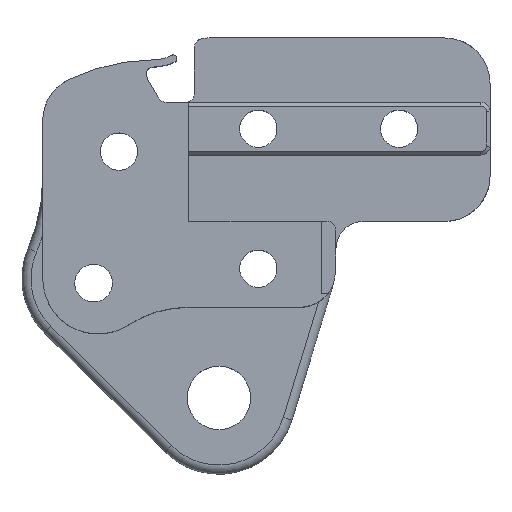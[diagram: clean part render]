
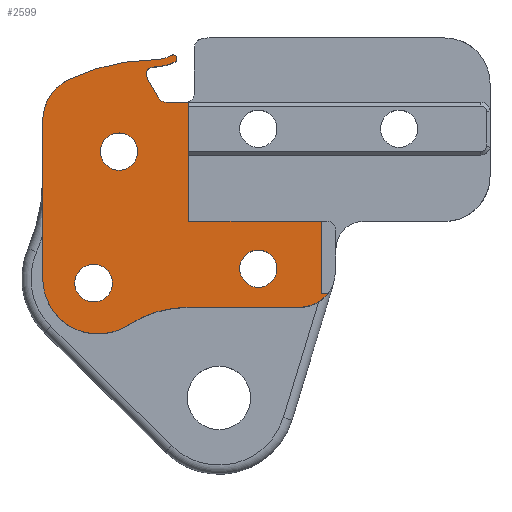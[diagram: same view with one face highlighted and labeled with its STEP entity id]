
A CAD part, top view. The second image highlights one B-rep face of the part: STEP entity #2599.
In plain terms, the highlighted planar face has unit normal (0, 0, 1).
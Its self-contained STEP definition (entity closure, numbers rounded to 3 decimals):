
#84=FACE_BOUND('',#477,.T.);
#85=FACE_BOUND('',#478,.T.);
#86=FACE_BOUND('',#479,.T.);
#174=PLANE('',#2887);
#316=FACE_OUTER_BOUND('',#476,.T.);
#476=EDGE_LOOP('',(#2336,#2337,#2338,#2339,#2340,#2341,#2342,#2343,#2344,
#2345,#2346,#2347,#2348,#2349,#2350,#2351,#2352,#2353));
#477=EDGE_LOOP('',(#2354));
#478=EDGE_LOOP('',(#2355));
#479=EDGE_LOOP('',(#2356));
#682=LINE('',#4590,#909);
#696=LINE('',#4622,#923);
#699=LINE('',#4633,#926);
#702=LINE('',#4638,#929);
#705=LINE('',#4650,#932);
#706=LINE('',#4654,#933);
#707=LINE('',#4656,#934);
#708=LINE('',#4657,#935);
#909=VECTOR('',#3573,10.);
#923=VECTOR('',#3613,10.);
#926=VECTOR('',#3626,10.);
#929=VECTOR('',#3631,10.);
#932=VECTOR('',#3644,10.);
#933=VECTOR('',#3647,10.);
#934=VECTOR('',#3648,10.);
#935=VECTOR('',#3649,10.);
#1019=CIRCLE('',#2759,2.075);
#1021=CIRCLE('',#2766,2.05);
#1022=CIRCLE('',#2768,2.05);
#1070=CIRCLE('',#2866,5.);
#1071=CIRCLE('',#2876,0.8);
#1072=CIRCLE('',#2879,1.);
#1073=CIRCLE('',#2882,5.2);
#1074=CIRCLE('',#2884,0.4);
#1075=CIRCLE('',#2888,4.4);
#1076=CIRCLE('',#2889,22.2);
#1077=CIRCLE('',#2890,6.102);
#1078=CIRCLE('',#2891,12.);
#1079=CIRCLE('',#2892,4.);
#1231=VERTEX_POINT('',#4151);
#1232=VERTEX_POINT('',#4160);
#1233=VERTEX_POINT('',#4164);
#1287=VERTEX_POINT('',#4580);
#1288=VERTEX_POINT('',#4582);
#1290=VERTEX_POINT('',#4588);
#1292=VERTEX_POINT('',#4608);
#1293=VERTEX_POINT('',#4610);
#1294=VERTEX_POINT('',#4616);
#1295=VERTEX_POINT('',#4618);
#1296=VERTEX_POINT('',#4624);
#1297=VERTEX_POINT('',#4628);
#1298=VERTEX_POINT('',#4632);
#1299=VERTEX_POINT('',#4637);
#1300=VERTEX_POINT('',#4642);
#1301=VERTEX_POINT('',#4645);
#1302=VERTEX_POINT('',#4647);
#1303=VERTEX_POINT('',#4649);
#1304=VERTEX_POINT('',#4651);
#1305=VERTEX_POINT('',#4653);
#1306=VERTEX_POINT('',#4655);
#1518=EDGE_CURVE('',#1231,#1231,#1019,.T.);
#1520=EDGE_CURVE('',#1232,#1232,#1021,.T.);
#1522=EDGE_CURVE('',#1233,#1233,#1022,.T.);
#1630=EDGE_CURVE('',#1288,#1287,#1070,.T.);
#1634=EDGE_CURVE('',#1287,#1290,#682,.T.);
#1644=EDGE_CURVE('',#1292,#1293,#1071,.T.);
#1648=EDGE_CURVE('',#1294,#1295,#1072,.T.);
#1650=EDGE_CURVE('',#1294,#1293,#696,.T.);
#1652=EDGE_CURVE('',#1292,#1296,#1073,.T.);
#1654=EDGE_CURVE('',#1296,#1297,#1074,.T.);
#1655=EDGE_CURVE('',#1298,#1295,#699,.T.);
#1658=EDGE_CURVE('',#1299,#1298,#702,.T.);
#1661=EDGE_CURVE('',#1297,#1300,#1075,.T.);
#1662=EDGE_CURVE('',#1300,#1288,#1076,.T.);
#1663=EDGE_CURVE('',#1290,#1301,#1077,.T.);
#1664=EDGE_CURVE('',#1301,#1302,#1078,.T.);
#1665=EDGE_CURVE('',#1302,#1303,#705,.T.);
#1666=EDGE_CURVE('',#1303,#1304,#1079,.T.);
#1667=EDGE_CURVE('',#1304,#1305,#706,.T.);
#1668=EDGE_CURVE('',#1305,#1306,#707,.T.);
#1669=EDGE_CURVE('',#1306,#1299,#708,.T.);
#2336=ORIENTED_EDGE('',*,*,#1654,.T.);
#2337=ORIENTED_EDGE('',*,*,#1661,.T.);
#2338=ORIENTED_EDGE('',*,*,#1662,.T.);
#2339=ORIENTED_EDGE('',*,*,#1630,.T.);
#2340=ORIENTED_EDGE('',*,*,#1634,.T.);
#2341=ORIENTED_EDGE('',*,*,#1663,.T.);
#2342=ORIENTED_EDGE('',*,*,#1664,.T.);
#2343=ORIENTED_EDGE('',*,*,#1665,.T.);
#2344=ORIENTED_EDGE('',*,*,#1666,.T.);
#2345=ORIENTED_EDGE('',*,*,#1667,.T.);
#2346=ORIENTED_EDGE('',*,*,#1668,.T.);
#2347=ORIENTED_EDGE('',*,*,#1669,.T.);
#2348=ORIENTED_EDGE('',*,*,#1658,.T.);
#2349=ORIENTED_EDGE('',*,*,#1655,.T.);
#2350=ORIENTED_EDGE('',*,*,#1648,.F.);
#2351=ORIENTED_EDGE('',*,*,#1650,.T.);
#2352=ORIENTED_EDGE('',*,*,#1644,.F.);
#2353=ORIENTED_EDGE('',*,*,#1652,.T.);
#2354=ORIENTED_EDGE('',*,*,#1518,.T.);
#2355=ORIENTED_EDGE('',*,*,#1520,.T.);
#2356=ORIENTED_EDGE('',*,*,#1522,.T.);
#2599=ADVANCED_FACE('',(#316,#84,#85,#86),#174,.T.);
#2759=AXIS2_PLACEMENT_3D('',#4153,#3305,#3306);
#2766=AXIS2_PLACEMENT_3D('',#4161,#3319,#3320);
#2768=AXIS2_PLACEMENT_3D('',#4165,#3324,#3325);
#2866=AXIS2_PLACEMENT_3D('',#4583,#3566,#3567);
#2876=AXIS2_PLACEMENT_3D('',#4611,#3599,#3600);
#2879=AXIS2_PLACEMENT_3D('',#4619,#3608,#3609);
#2882=AXIS2_PLACEMENT_3D('',#4626,#3617,#3618);
#2884=AXIS2_PLACEMENT_3D('',#4630,#3622,#3623);
#2887=AXIS2_PLACEMENT_3D('',#4641,#3634,#3635);
#2888=AXIS2_PLACEMENT_3D('',#4643,#3636,#3637);
#2889=AXIS2_PLACEMENT_3D('',#4644,#3638,#3639);
#2890=AXIS2_PLACEMENT_3D('',#4646,#3640,#3641);
#2891=AXIS2_PLACEMENT_3D('',#4648,#3642,#3643);
#2892=AXIS2_PLACEMENT_3D('',#4652,#3645,#3646);
#3305=DIRECTION('center_axis',(0.,0.,-1.));
#3306=DIRECTION('ref_axis',(1.,0.,0.));
#3319=DIRECTION('center_axis',(0.,0.,-1.));
#3320=DIRECTION('ref_axis',(1.,0.,0.));
#3324=DIRECTION('center_axis',(0.,0.,-1.));
#3325=DIRECTION('ref_axis',(1.,0.,0.));
#3566=DIRECTION('center_axis',(0.,0.,1.));
#3567=DIRECTION('ref_axis',(-0.846,0.533,0.));
#3573=DIRECTION('',(0.,-1.,0.));
#3599=DIRECTION('center_axis',(0.,0.,1.));
#3600=DIRECTION('ref_axis',(-0.002,1.,0.));
#3608=DIRECTION('center_axis',(0.,0.,1.));
#3609=DIRECTION('ref_axis',(-0.5,-0.866,0.));
#3613=DIRECTION('',(-0.5,0.866,0.));
#3617=DIRECTION('center_axis',(0.,0.,1.));
#3618=DIRECTION('ref_axis',(0.459,-0.889,0.));
#3622=DIRECTION('center_axis',(0.,0.,1.));
#3623=DIRECTION('ref_axis',(-0.459,0.889,0.));
#3626=DIRECTION('',(-1.,0.,0.));
#3631=DIRECTION('',(0.,1.,0.));
#3634=DIRECTION('center_axis',(0.,0.,1.));
#3635=DIRECTION('ref_axis',(1.,0.,0.));
#3636=DIRECTION('center_axis',(0.,0.,-1.));
#3637=DIRECTION('ref_axis',(0.01,-1.,0.));
#3638=DIRECTION('center_axis',(0.,0.,1.));
#3639=DIRECTION('ref_axis',(-0.01,1.,0.));
#3640=DIRECTION('center_axis',(0.,0.,1.));
#3641=DIRECTION('ref_axis',(-1.,0.,0.));
#3642=DIRECTION('center_axis',(0.,0.,-1.));
#3643=DIRECTION('ref_axis',(-0.285,0.959,0.));
#3644=DIRECTION('',(1.,0.,0.));
#3645=DIRECTION('center_axis',(0.,0.,1.));
#3646=DIRECTION('ref_axis',(0.595,-0.804,0.));
#3647=DIRECTION('',(-1.,0.,0.));
#3648=DIRECTION('',(0.,1.,0.));
#3649=DIRECTION('',(-1.,0.,0.));
#4151=CARTESIAN_POINT('',(-13.748,-17.,0.));
#4153=CARTESIAN_POINT('Origin',(-11.673,-17.,0.));
#4160=CARTESIAN_POINT('',(-10.925,-2.525,0.));
#4161=CARTESIAN_POINT('Origin',(-8.875,-2.525,0.));
#4164=CARTESIAN_POINT('',(4.4,-15.412,0.));
#4165=CARTESIAN_POINT('Origin',(6.45,-15.412,0.));
#4580=CARTESIAN_POINT('',(-17.275,0.883,0.));
#4582=CARTESIAN_POINT('',(-14.437,5.391,0.));
#4583=CARTESIAN_POINT('Origin',(-12.275,0.883,0.));
#4588=CARTESIAN_POINT('',(-17.275,-16.5,0.));
#4590=CARTESIAN_POINT('',(-17.275,-5.125,0.));
#4608=CARTESIAN_POINT('',(-5.102,6.774,0.));
#4610=CARTESIAN_POINT('',(-5.793,5.574,0.));
#4611=CARTESIAN_POINT('Origin',(-5.1,5.974,0.));
#4616=CARTESIAN_POINT('',(-4.538,3.4,0.));
#4618=CARTESIAN_POINT('',(-3.672,2.9,0.));
#4619=CARTESIAN_POINT('Origin',(-3.672,3.9,0.));
#4622=CARTESIAN_POINT('',(-1.678,-1.554,0.));
#4624=CARTESIAN_POINT('',(-2.717,7.353,0.));
#4626=CARTESIAN_POINT('Origin',(-5.102,11.974,0.));
#4628=CARTESIAN_POINT('',(-3.083,8.064,0.));
#4630=CARTESIAN_POINT('Origin',(-2.9,7.708,0.));
#4632=CARTESIAN_POINT('',(-1.2,2.9,0.));
#4633=CARTESIAN_POINT('',(-4.137,2.9,0.));
#4637=CARTESIAN_POINT('',(-1.2,-10.2,0.));
#4638=CARTESIAN_POINT('',(-1.2,-2.35,0.));
#4641=CARTESIAN_POINT('Origin',(-4.025,-14.013,0.));
#4642=CARTESIAN_POINT('',(-5.058,7.574,0.));
#4643=CARTESIAN_POINT('Origin',(-5.102,11.974,0.));
#4644=CARTESIAN_POINT('Origin',(-4.836,-14.625,0.));
#4645=CARTESIAN_POINT('',(-7.839,-21.61,0.));
#4646=CARTESIAN_POINT('Origin',(-11.173,-16.5,0.));
#4647=CARTESIAN_POINT('',(-1.282,-19.66,0.));
#4648=CARTESIAN_POINT('Origin',(-1.282,-31.66,0.));
#4649=CARTESIAN_POINT('',(10.974,-19.66,0.));
#4650=CARTESIAN_POINT('',(4.956,-19.66,0.));
#4651=CARTESIAN_POINT('',(14.064,-18.2,0.));
#4652=CARTESIAN_POINT('Origin',(10.974,-15.66,0.));
#4653=CARTESIAN_POINT('',(13.4,-18.2,0.));
#4654=CARTESIAN_POINT('',(4.687,-18.2,0.));
#4655=CARTESIAN_POINT('',(13.4,-10.2,0.));
#4656=CARTESIAN_POINT('',(13.4,-12.107,0.));
#4657=CARTESIAN_POINT('',(-2.612,-10.2,0.));
